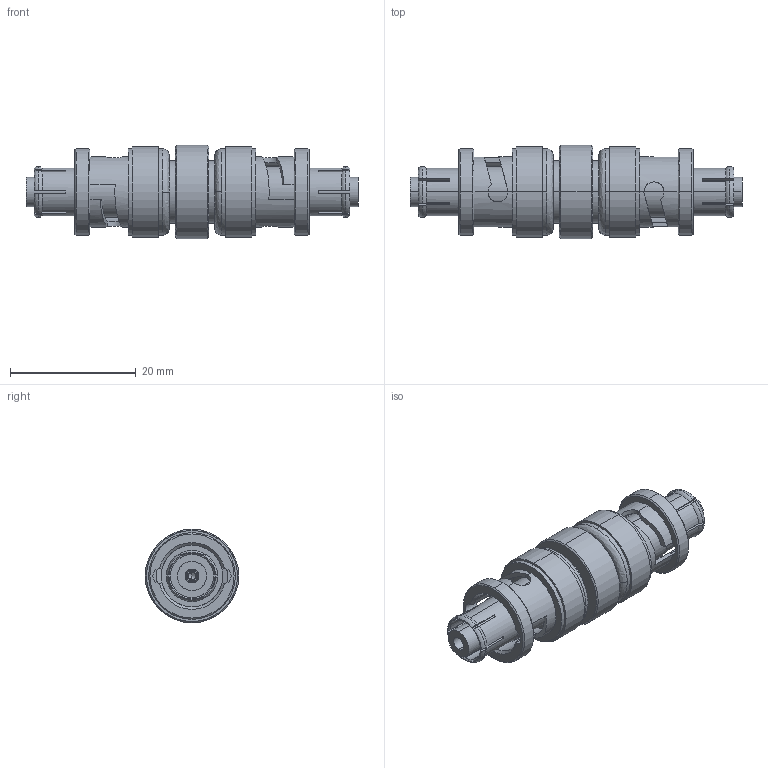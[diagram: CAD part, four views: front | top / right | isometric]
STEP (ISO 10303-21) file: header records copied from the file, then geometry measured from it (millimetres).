
FILE_DESCRIPTION (( 'STEP AP214' ), '1' );
FILE_NAME ('FMAD10126_3D.step', '2025-04-03T22:38:58', ( '' ), ( '' ), 'SwSTEP 2.0', 'SolidWorks 2022', '' );
FILE_SCHEMA (( 'AUTOMOTIVE_DESIGN' ));
Length unit declared in the file: inch
Products named in the file (3): AD-V3V3; BNC3100-1; FMAD10126_3D
Assembly tree (3 placements, depth 2):
  FMAD10126_3D
    AD-V3V3
    BNC3100-1  x2
Bounding box: 52.9 x 14.9 x 14.9 mm (x, y, z)
Volume: 5147.5 mm3; surface area: 5657.7 mm2
Topology: 5 solids, 5 shells, 335 faces, 924 edges, 613 vertices
Faces by surface type: plane 154, cylinder 90, cone 63, bspline 28
Entity records: 11143 total; most frequent: CARTESIAN_POINT 4345, ORIENTED_EDGE 1540, DIRECTION 1204, EDGE_CURVE 770, VERTEX_POINT 516, AXIS2_PLACEMENT_3D 474, EDGE_LOOP 300, B_SPLINE_CURVE_WITH_KNOTS 285
